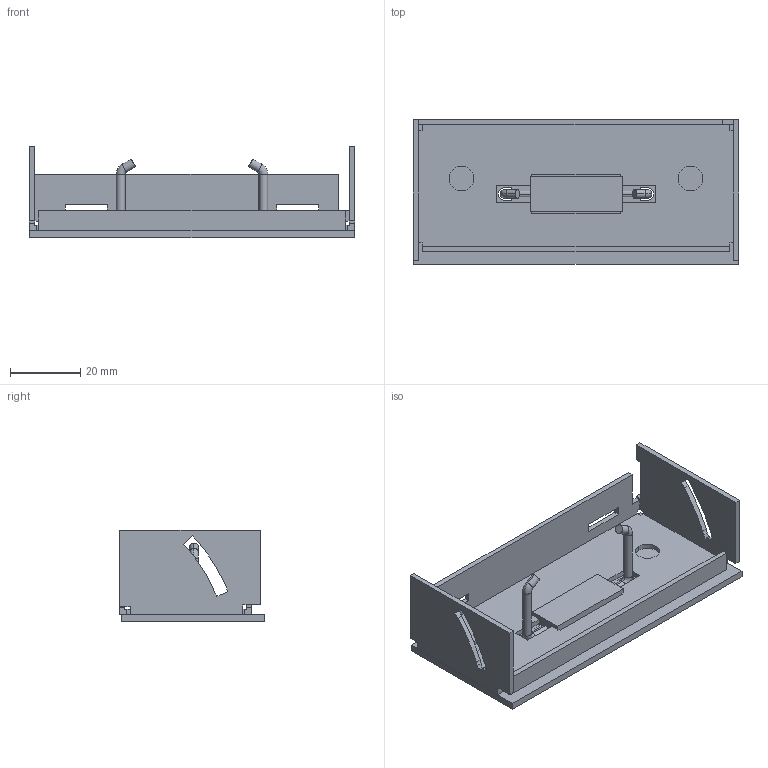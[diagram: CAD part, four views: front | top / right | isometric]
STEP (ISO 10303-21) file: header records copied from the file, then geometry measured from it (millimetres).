
FILE_DESCRIPTION (( 'STEP AP203' ), '1' );
FILE_NAME ('7368427.STEP', '2019-11-06T09:13:15', ( '' ), ( '' ), 'SwSTEP 2.0', 'SolidWorks 2018', '' );
FILE_SCHEMA (( 'CONFIG_CONTROL_DESIGN' ));
Length unit declared in the file: millimetre
Products named in the file (6): 046279_Standard; 036167_Standard; 046359_Standard; 066167_Standard; 066166_Standard; 7368427
Assembly tree (5 placements, depth 3):
  7368427
    046359_Standard
      046279_Standard
      036167_Standard
    066167_Standard
      066166_Standard
Bounding box: 92.3 x 41.1 x 26.05 mm (x, y, z)
Volume: 17496.8 mm3; surface area: 22439.2 mm2
Topology: 3 solids, 3 shells, 153 faces, 425 edges, 278 vertices
Faces by surface type: plane 112, cylinder 30, torus 11
Entity records: 5554 total; most frequent: CARTESIAN_POINT 902, ORIENTED_EDGE 850, DIRECTION 826, EDGE_CURVE 425, LINE 342, VECTOR 342, VERTEX_POINT 278, AXIS2_PLACEMENT_3D 242
